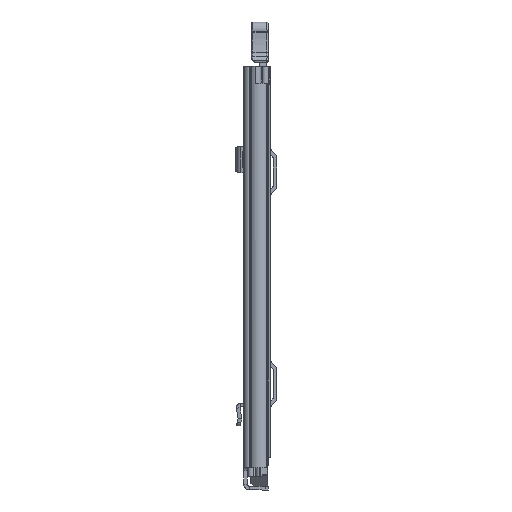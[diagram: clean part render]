
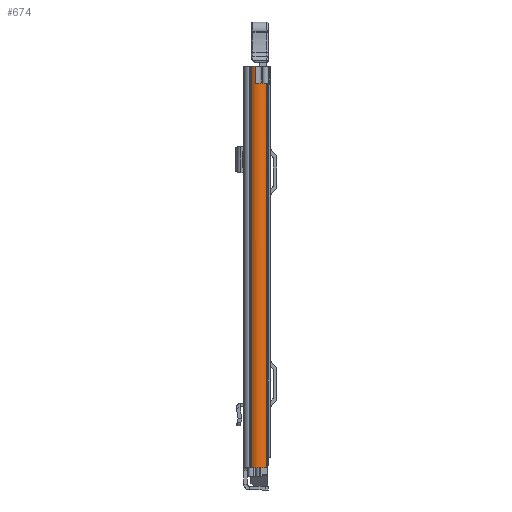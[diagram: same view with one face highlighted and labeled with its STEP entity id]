
A CAD part, front view. The second image highlights one B-rep face of the part: STEP entity #674.
In plain terms, the highlighted cylindrical face has radius 7.6 mm (diameter 15.2 mm), a partial arc.
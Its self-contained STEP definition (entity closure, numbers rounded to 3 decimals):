
#43 = CIRCLE ( 'NONE', #26791, 7.6 ) ;
#674 = ADVANCED_FACE ( 'NONE', ( #6331 ), #3152, .T. ) ;
#1576 = CARTESIAN_POINT ( 'NONE',  ( 10.602, -30.5, 0. ) ) ;
#2724 = CARTESIAN_POINT ( 'NONE',  ( 8.413, -37.778, -12.2 ) ) ;
#3152 = CYLINDRICAL_SURFACE ( 'NONE', #14944, 7.6 ) ;
#3914 = VECTOR ( 'NONE', #35999, 1000. ) ;
#6331 = FACE_OUTER_BOUND ( 'NONE', #8833, .T. ) ;
#6579 = DIRECTION ( 'NONE',  ( 0., 0., 1. ) ) ;
#6725 = ORIENTED_EDGE ( 'NONE', *, *, #36752, .F. ) ;
#7081 = CARTESIAN_POINT ( 'NONE',  ( 16.488, -35.307, -304.8 ) ) ;
#7320 = ORIENTED_EDGE ( 'NONE', *, *, #16907, .T. ) ;
#7742 = CIRCLE ( 'NONE', #31600, 7.6 ) ;
#8324 = VERTEX_POINT ( 'NONE', #32682 ) ;
#8747 = VECTOR ( 'NONE', #28855, 1000. ) ;
#8778 = CARTESIAN_POINT ( 'NONE',  ( 10.602, -30.5, -304.8 ) ) ;
#8833 = EDGE_LOOP ( 'NONE', ( #24145, #22533, #19439, #7320, #29335, #6725 ) ) ;
#9376 = CARTESIAN_POINT ( 'NONE',  ( 8.413, -37.778, 0. ) ) ;
#9652 = AXIS2_PLACEMENT_3D ( 'NONE', #23191, #19834, #20007 ) ;
#10083 = VERTEX_POINT ( 'NONE', #20074 ) ;
#11037 = DIRECTION ( 'NONE',  ( 0., 0., 1. ) ) ;
#11593 = EDGE_CURVE ( 'NONE', #8324, #10083, #29834, .T. ) ;
#12970 = DIRECTION ( 'NONE',  ( 0., 0., -1. ) ) ;
#13665 = LINE ( 'NONE', #19648, #24355 ) ;
#14380 = CARTESIAN_POINT ( 'NONE',  ( 5.244, -35.891, 0. ) ) ;
#14944 = AXIS2_PLACEMENT_3D ( 'NONE', #8778, #20170, #34526 ) ;
#16907 = EDGE_CURVE ( 'NONE', #19345, #24700, #13665, .T. ) ;
#18000 = EDGE_CURVE ( 'NONE', #26794, #8324, #43, .T. ) ;
#18832 = CARTESIAN_POINT ( 'NONE',  ( 5.244, -35.891, -288.8 ) ) ;
#18841 = EDGE_CURVE ( 'NONE', #24700, #20804, #7742, .T. ) ;
#19345 = VERTEX_POINT ( 'NONE', #2724 ) ;
#19439 = ORIENTED_EDGE ( 'NONE', *, *, #29508, .F. ) ;
#19648 = CARTESIAN_POINT ( 'NONE',  ( 8.413, -37.778, -304.8 ) ) ;
#19834 = DIRECTION ( 'NONE',  ( 0., 0., 1. ) ) ;
#20007 = DIRECTION ( 'NONE',  ( 1., 0., 0. ) ) ;
#20074 = CARTESIAN_POINT ( 'NONE',  ( 16.488, -35.307, -12.2 ) ) ;
#20170 = DIRECTION ( 'NONE',  ( 0., 0., 1. ) ) ;
#20804 = VERTEX_POINT ( 'NONE', #14380 ) ;
#22533 = ORIENTED_EDGE ( 'NONE', *, *, #11593, .T. ) ;
#23191 = CARTESIAN_POINT ( 'NONE',  ( 10.602, -30.5, -12.2 ) ) ;
#24145 = ORIENTED_EDGE ( 'NONE', *, *, #18000, .T. ) ;
#24355 = VECTOR ( 'NONE', #11037, 1000. ) ;
#24367 = DIRECTION ( 'NONE',  ( 1., 0., 0. ) ) ;
#24700 = VERTEX_POINT ( 'NONE', #9376 ) ;
#26791 = AXIS2_PLACEMENT_3D ( 'NONE', #29504, #6579, #32352 ) ;
#26794 = VERTEX_POINT ( 'NONE', #18832 ) ;
#28135 = CIRCLE ( 'NONE', #9652, 7.6 ) ;
#28498 = LINE ( 'NONE', #31694, #8747 ) ;
#28855 = DIRECTION ( 'NONE',  ( 0., 0., 1. ) ) ;
#29335 = ORIENTED_EDGE ( 'NONE', *, *, #18841, .T. ) ;
#29504 = CARTESIAN_POINT ( 'NONE',  ( 10.602, -30.5, -288.8 ) ) ;
#29508 = EDGE_CURVE ( 'NONE', #19345, #10083, #28135, .T. ) ;
#29834 = LINE ( 'NONE', #7081, #3914 ) ;
#31600 = AXIS2_PLACEMENT_3D ( 'NONE', #1576, #12970, #24367 ) ;
#31694 = CARTESIAN_POINT ( 'NONE',  ( 5.244, -35.891, -304.8 ) ) ;
#32352 = DIRECTION ( 'NONE',  ( 1., 0., 0. ) ) ;
#32682 = CARTESIAN_POINT ( 'NONE',  ( 16.488, -35.307, -288.8 ) ) ;
#34526 = DIRECTION ( 'NONE',  ( 1., 0., 0. ) ) ;
#35999 = DIRECTION ( 'NONE',  ( 0., 0., 1. ) ) ;
#36752 = EDGE_CURVE ( 'NONE', #26794, #20804, #28498, .T. ) ;
